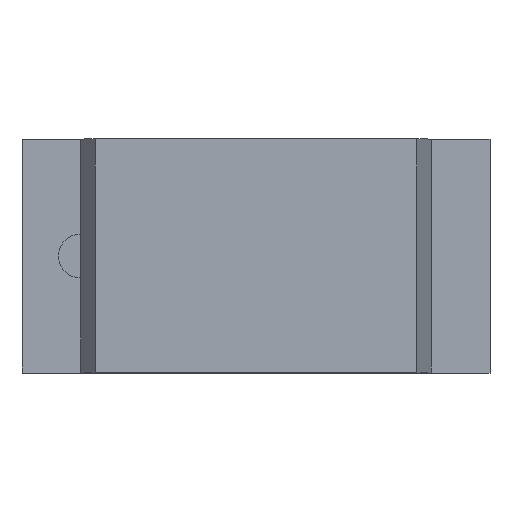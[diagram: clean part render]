
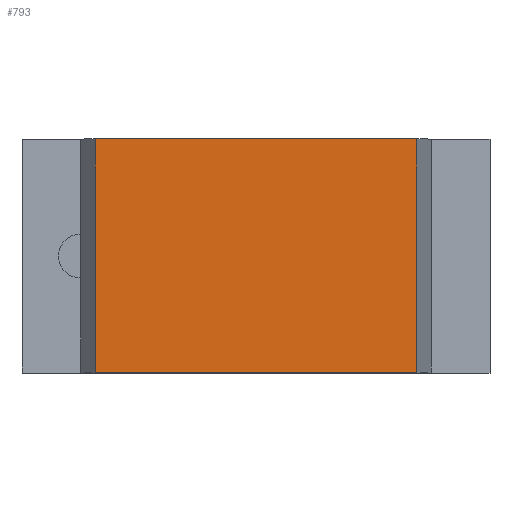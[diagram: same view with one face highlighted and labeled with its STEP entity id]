
A CAD part, top view. The second image highlights one B-rep face of the part: STEP entity #793.
In plain terms, the highlighted planar face has unit normal (0, 0, 1).
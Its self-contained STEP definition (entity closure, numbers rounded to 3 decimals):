
#239=ORIENTED_EDGE('',*,*,#351,.T.);
#240=ORIENTED_EDGE('',*,*,#344,.F.);
#241=ORIENTED_EDGE('',*,*,#352,.F.);
#242=ORIENTED_EDGE('',*,*,#349,.T.);
#344=EDGE_CURVE('',#416,#413,#512,.T.);
#349=EDGE_CURVE('',#420,#419,#517,.T.);
#351=EDGE_CURVE('',#419,#413,#519,.T.);
#352=EDGE_CURVE('',#420,#416,#520,.T.);
#413=VERTEX_POINT('',#1302);
#416=VERTEX_POINT('',#1307);
#419=VERTEX_POINT('',#1317);
#420=VERTEX_POINT('',#1319);
#512=LINE('',#1308,#612);
#517=LINE('',#1318,#617);
#519=LINE('',#1322,#619);
#520=LINE('',#1323,#620);
#612=VECTOR('',#1087,1000.);
#617=VECTOR('',#1096,1000.);
#619=VECTOR('',#1100,1000.);
#620=VECTOR('',#1101,1000.);
#662=EDGE_LOOP('',(#239,#240,#241,#242));
#706=FACE_BOUND('',#662,.T.);
#749=PLANE('',#902);
#793=ADVANCED_FACE('',(#706),#749,.F.);
#902=AXIS2_PLACEMENT_3D('',#1321,#1098,#1099);
#1087=DIRECTION('',(0.,1.,0.));
#1096=DIRECTION('',(0.,1.,0.));
#1098=DIRECTION('',(0.,0.,-1.));
#1099=DIRECTION('',(-1.,0.,0.));
#1100=DIRECTION('',(-1.,0.,0.));
#1101=DIRECTION('',(-1.,0.,0.));
#1302=CARTESIAN_POINT('',(-0.55,0.4,0.45));
#1307=CARTESIAN_POINT('',(-0.55,-0.4,0.45));
#1308=CARTESIAN_POINT('',(-0.55,-0.4,0.45));
#1317=CARTESIAN_POINT('',(0.55,0.4,0.45));
#1318=CARTESIAN_POINT('',(0.55,-0.4,0.45));
#1319=CARTESIAN_POINT('',(0.55,-0.4,0.45));
#1321=CARTESIAN_POINT('',(0.55,-0.4,0.45));
#1322=CARTESIAN_POINT('',(0.55,0.4,0.45));
#1323=CARTESIAN_POINT('',(0.55,-0.4,0.45));
